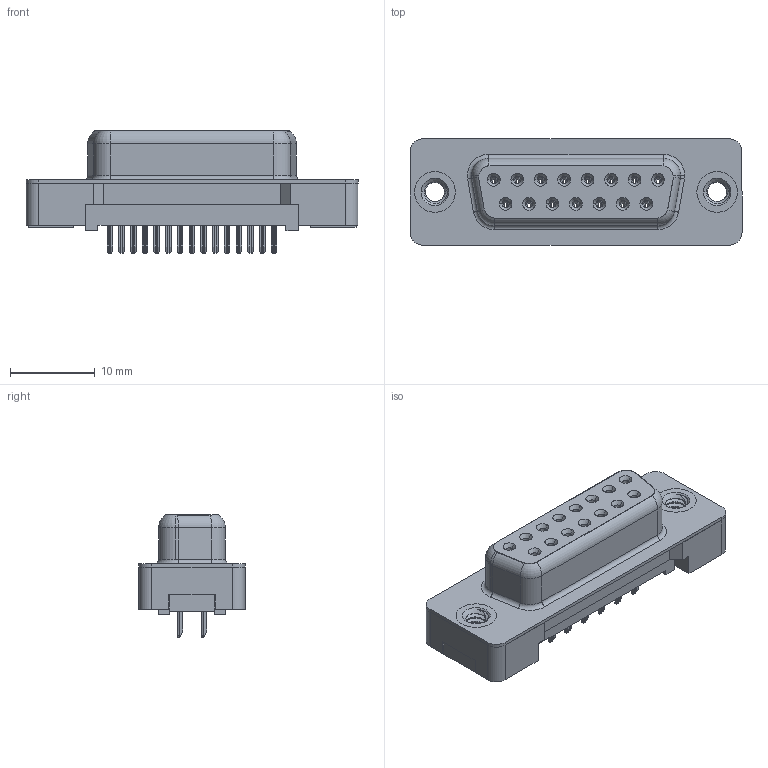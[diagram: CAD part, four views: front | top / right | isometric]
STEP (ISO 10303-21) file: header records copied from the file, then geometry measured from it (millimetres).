
FILE_DESCRIPTION (( 'STEP AP203' ), '1' );
FILE_NAME ('628-015-320-012.STEP', '2020-07-15T23:15:02', ( '' ), ( '' ), 'SwSTEP 2.0', 'SolidWorks 2020', '' );
FILE_SCHEMA (( 'CONFIG_CONTROL_DESIGN' ));
Length unit declared in the file: millimetre
Products named in the file (6): 628 PB Contact Row 2_20; 628-015-320-012; 628 Plastic Body Housing_15 Contacts; 628 PB Contact Row 1_20; 628 PB 4-40 Threaded Rivet; 628 PB Shell_15 Contacts
Assembly tree (19 placements, depth 2):
  628-015-320-012
    628 Plastic Body Housing_15 Contacts
    628 PB Shell_15 Contacts
    628 PB Contact Row 1_20  x8
    628 PB Contact Row 2_20  x7
    628 PB 4-40 Threaded Rivet  x2
Bounding box: 39.2 x 12.55 x 14.5 mm (x, y, z)
Volume: 2457.5 mm3; surface area: 5952.9 mm2
Topology: 19 solids, 19 shells, 1355 faces, 3307 edges, 2016 vertices
Faces by surface type: plane 564, cylinder 344, bspline 246, torus 116, cone 85
Entity records: 17559 total; most frequent: CARTESIAN_POINT 5432, ORIENTED_EDGE 2334, DIRECTION 2262, EDGE_CURVE 1167, AXIS2_PLACEMENT_3D 782, VERTEX_POINT 729, LINE 698, VECTOR 698
